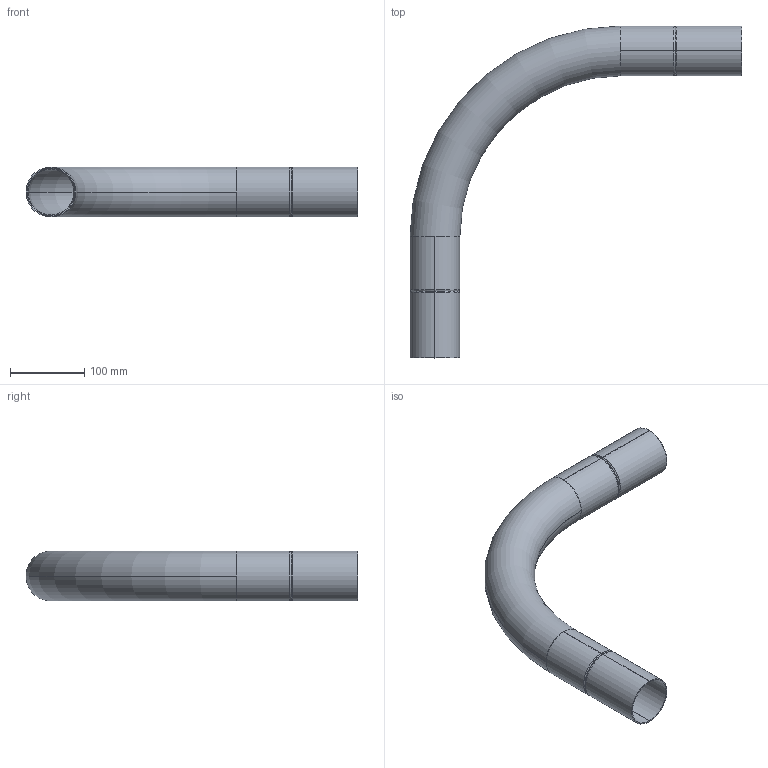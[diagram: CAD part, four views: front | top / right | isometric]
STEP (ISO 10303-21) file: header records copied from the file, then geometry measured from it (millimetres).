
FILE_DESCRIPTION (( 'STEP AP214' ), '1' );
FILE_NAME ('2046830.STP', '2017-05-23T11:10:31', ( '' ), ( '' ), 'SwSTEP 2.0', 'SolidWorks 2016', '' );
FILE_SCHEMA (( 'AUTOMOTIVE_DESIGN' ));
Length unit declared in the file: millimetre
Products named in the file (1): 2046830
Bounding box: 446.5 x 446.5 x 67 mm (x, y, z)
Volume: 222368.2 mm3; surface area: 297150.3 mm2
Topology: 1 solids, 1 shells, 38 faces, 84 edges, 48 vertices
Faces by surface type: torus 20, cylinder 16, plane 2
Entity records: 1102 total; most frequent: DIRECTION 230, CARTESIAN_POINT 171, ORIENTED_EDGE 168, AXIS2_PLACEMENT_3D 107, EDGE_CURVE 84, CIRCLE 68, VERTEX_POINT 48, EDGE_LOOP 40
